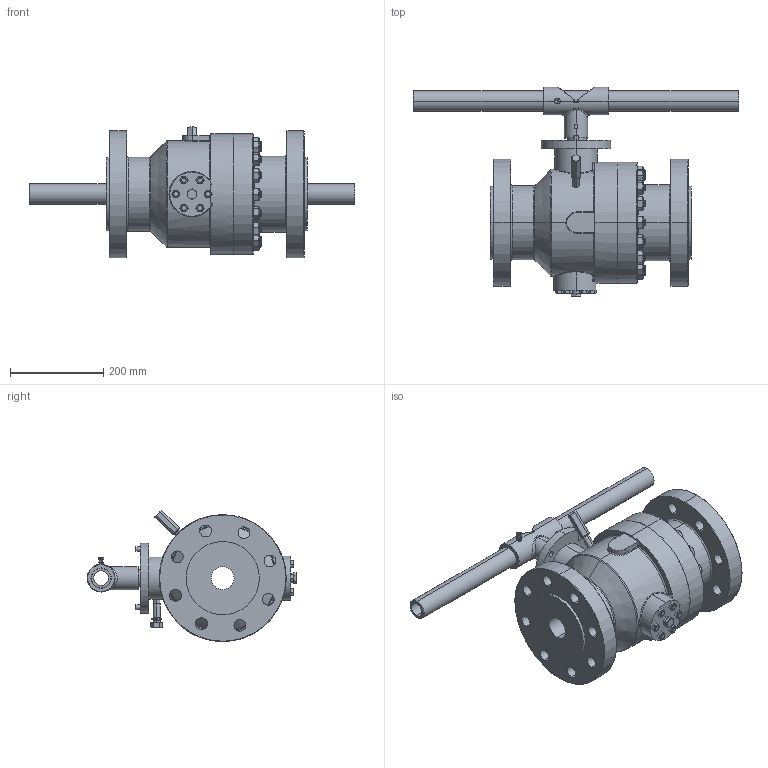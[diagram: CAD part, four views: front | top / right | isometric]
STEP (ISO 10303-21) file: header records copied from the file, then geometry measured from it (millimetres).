
FILE_DESCRIPTION (( 'STEP AP214' ), '1' );
FILE_NAME ('04-B2-600-RF-L.STEP', '2026-03-21T01:46:22', ( 'hp' ), ( '' ), 'SwSTEP 2.0', 'SolidWorks 2022', '' );
FILE_SCHEMA (( 'AUTOMOTIVE_DESIGN' ));
Length unit declared in the file: millimetre
Products named in the file (1): 04-B2-600-RF-L
Bounding box: 700 x 450 x 282.28 mm (x, y, z)
Volume: 17693784.5 mm3; surface area: 927765.1 mm2
Topology: 31 solids, 31 shells, 866 faces, 1917 edges, 1140 vertices
Faces by surface type: plane 308, cone 307, cylinder 189, bspline 32, torus 26, sphere 4
Entity records: 30879 total; most frequent: CARTESIAN_POINT 11997, ORIENTED_EDGE 3810, DIRECTION 3662, EDGE_CURVE 1905, AXIS2_PLACEMENT_3D 1551, VERTEX_POINT 1140, EDGE_LOOP 949, ADVANCED_FACE 866
